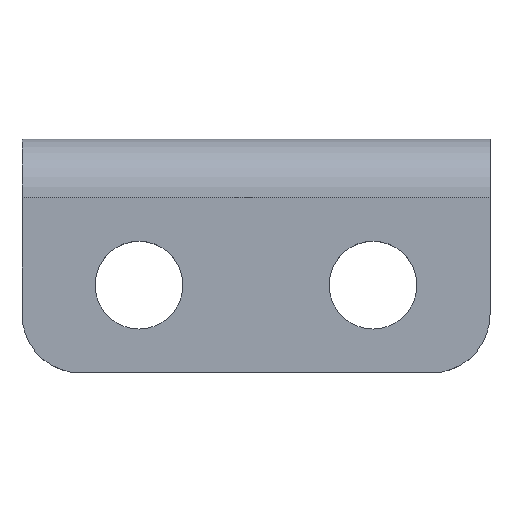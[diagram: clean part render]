
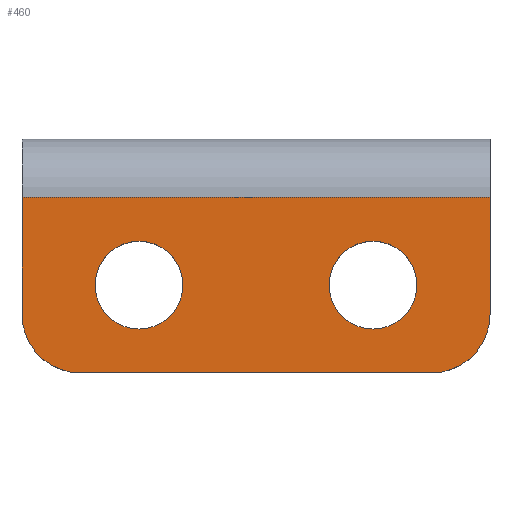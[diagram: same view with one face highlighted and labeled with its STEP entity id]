
A CAD part, top view. The second image highlights one B-rep face of the part: STEP entity #460.
In plain terms, the highlighted planar face has unit normal (0, 0, 1).
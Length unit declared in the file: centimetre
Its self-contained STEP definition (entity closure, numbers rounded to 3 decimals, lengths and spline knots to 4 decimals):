
#12 = ORIENTED_EDGE ( 'NONE', *, *, #590, .T. ) ;
#14 = EDGE_CURVE ( 'NONE', #149, #528, #318, .T. ) ;
#18 = DIRECTION ( 'NONE',  ( -1., 0., 0. ) ) ;
#31 = FACE_OUTER_BOUND ( 'NONE', #527, .T. ) ;
#48 = VECTOR ( 'NONE', #358, 100. ) ;
#54 = CIRCLE ( 'NONE', #97, 0.15 ) ;
#60 = ORIENTED_EDGE ( 'NONE', *, *, #534, .T. ) ;
#66 = AXIS2_PLACEMENT_3D ( 'NONE', #556, #465, #178 ) ;
#73 = ORIENTED_EDGE ( 'NONE', *, *, #606, .T. ) ;
#77 = ORIENTED_EDGE ( 'NONE', *, *, #110, .T. ) ;
#87 = EDGE_CURVE ( 'NONE', #288, #428, #135, .T. ) ;
#89 = ORIENTED_EDGE ( 'NONE', *, *, #14, .T. ) ;
#97 = AXIS2_PLACEMENT_3D ( 'NONE', #179, #328, #275 ) ;
#110 = EDGE_CURVE ( 'NONE', #242, #477, #309, .T. ) ;
#123 = DIRECTION ( 'NONE',  ( -1., 0., 0. ) ) ;
#135 = LINE ( 'NONE', #321, #529 ) ;
#139 = EDGE_CURVE ( 'NONE', #405, #157, #424, .T. ) ;
#143 = CARTESIAN_POINT ( 'NONE',  ( 0.2, -0.6, 0.2 ) ) ;
#149 = VERTEX_POINT ( 'NONE', #376 ) ;
#153 = EDGE_CURVE ( 'NONE', #528, #149, #54, .T. ) ;
#154 = CARTESIAN_POINT ( 'NONE',  ( 1.2, -0.3, 0.2 ) ) ;
#156 = CIRCLE ( 'NONE', #531, 0.15 ) ;
#157 = VERTEX_POINT ( 'NONE', #420 ) ;
#178 = DIRECTION ( 'NONE',  ( 1., 0., 0. ) ) ;
#179 = CARTESIAN_POINT ( 'NONE',  ( 0.4, -0.3, 0.2 ) ) ;
#186 = ORIENTED_EDGE ( 'NONE', *, *, #153, .T. ) ;
#192 = EDGE_CURVE ( 'NONE', #381, #398, #156, .T. ) ;
#201 = DIRECTION ( 'NONE',  ( -1., 0., 0. ) ) ;
#202 = AXIS2_PLACEMENT_3D ( 'NONE', #154, #583, #201 ) ;
#203 = CARTESIAN_POINT ( 'NONE',  ( 0.2, -0.6, 0.2 ) ) ;
#222 = CARTESIAN_POINT ( 'NONE',  ( 1.4, -0.4, 0.2 ) ) ;
#230 = DIRECTION ( 'NONE',  ( 0., 0., 1. ) ) ;
#240 = DIRECTION ( 'NONE',  ( 0., 0., -1. ) ) ;
#242 = VERTEX_POINT ( 'NONE', #516 ) ;
#246 = DIRECTION ( 'NONE',  ( -1., 0., 0. ) ) ;
#247 = LINE ( 'NONE', #305, #253 ) ;
#253 = VECTOR ( 'NONE', #267, 100. ) ;
#254 = CARTESIAN_POINT ( 'NONE',  ( 1.35, -0.3, 0.2 ) ) ;
#256 = CARTESIAN_POINT ( 'NONE',  ( 1.6, -0.4, 0.2 ) ) ;
#267 = DIRECTION ( 'NONE',  ( 0., -1., 0. ) ) ;
#273 = EDGE_LOOP ( 'NONE', ( #186, #89 ) ) ;
#275 = DIRECTION ( 'NONE',  ( -1., 0., 0. ) ) ;
#288 = VERTEX_POINT ( 'NONE', #337 ) ;
#305 = CARTESIAN_POINT ( 'NONE',  ( 0., 0., 0.2 ) ) ;
#309 = CIRCLE ( 'NONE', #66, 0.2 ) ;
#313 = CIRCLE ( 'NONE', #202, 0.15 ) ;
#315 = DIRECTION ( 'NONE',  ( 0., 0., -1. ) ) ;
#318 = CIRCLE ( 'NONE', #573, 0.15 ) ;
#321 = CARTESIAN_POINT ( 'NONE',  ( 1.6, 0., 0.2 ) ) ;
#328 = DIRECTION ( 'NONE',  ( 0., 0., -1. ) ) ;
#337 = CARTESIAN_POINT ( 'NONE',  ( 1.6, 0., 0.2 ) ) ;
#344 = AXIS2_PLACEMENT_3D ( 'NONE', #572, #392, #576 ) ;
#358 = DIRECTION ( 'NONE',  ( 1., 0., 0. ) ) ;
#364 = CARTESIAN_POINT ( 'NONE',  ( 0.4, -0.3, 0.2 ) ) ;
#365 = ORIENTED_EDGE ( 'NONE', *, *, #139, .T. ) ;
#375 = ORIENTED_EDGE ( 'NONE', *, *, #192, .T. ) ;
#376 = CARTESIAN_POINT ( 'NONE',  ( 0.55, -0.3, 0.2 ) ) ;
#377 = CARTESIAN_POINT ( 'NONE',  ( 1.2, -0.3, 0.2 ) ) ;
#381 = VERTEX_POINT ( 'NONE', #254 ) ;
#391 = PLANE ( 'NONE',  #344 ) ;
#392 = DIRECTION ( 'NONE',  ( 0., 0., 1. ) ) ;
#398 = VERTEX_POINT ( 'NONE', #571 ) ;
#405 = VERTEX_POINT ( 'NONE', #434 ) ;
#412 = ORIENTED_EDGE ( 'NONE', *, *, #87, .T. ) ;
#420 = CARTESIAN_POINT ( 'NONE',  ( 1.6, -0.4, 0.2 ) ) ;
#424 = CIRCLE ( 'NONE', #562, 0.2 ) ;
#428 = VERTEX_POINT ( 'NONE', #440 ) ;
#429 = FACE_BOUND ( 'NONE', #273, .T. ) ;
#434 = CARTESIAN_POINT ( 'NONE',  ( 1.4, -0.6, 0.2 ) ) ;
#440 = CARTESIAN_POINT ( 'NONE',  ( 0., 0., 0.2 ) ) ;
#447 = LINE ( 'NONE', #256, #475 ) ;
#453 = DIRECTION ( 'NONE',  ( -1., 0., 0. ) ) ;
#460 = ADVANCED_FACE ( 'NONE', ( #429, #535, #31 ), #391, .T. ) ;
#465 = DIRECTION ( 'NONE',  ( 0., 0., 1. ) ) ;
#475 = VECTOR ( 'NONE', #524, 100. ) ;
#477 = VERTEX_POINT ( 'NONE', #143 ) ;
#504 = ORIENTED_EDGE ( 'NONE', *, *, #510, .T. ) ;
#510 = EDGE_CURVE ( 'NONE', #157, #288, #447, .T. ) ;
#516 = CARTESIAN_POINT ( 'NONE',  ( 0., -0.4, 0.2 ) ) ;
#524 = DIRECTION ( 'NONE',  ( 0., 1., 0. ) ) ;
#527 = EDGE_LOOP ( 'NONE', ( #412, #12, #77, #60, #365, #504 ) ) ;
#528 = VERTEX_POINT ( 'NONE', #569 ) ;
#529 = VECTOR ( 'NONE', #18, 100. ) ;
#531 = AXIS2_PLACEMENT_3D ( 'NONE', #377, #240, #246 ) ;
#534 = EDGE_CURVE ( 'NONE', #477, #405, #602, .T. ) ;
#535 = FACE_BOUND ( 'NONE', #545, .T. ) ;
#545 = EDGE_LOOP ( 'NONE', ( #73, #375 ) ) ;
#556 = CARTESIAN_POINT ( 'NONE',  ( 0.2, -0.4, 0.2 ) ) ;
#562 = AXIS2_PLACEMENT_3D ( 'NONE', #222, #230, #123 ) ;
#569 = CARTESIAN_POINT ( 'NONE',  ( 0.25, -0.3, 0.2 ) ) ;
#571 = CARTESIAN_POINT ( 'NONE',  ( 1.05, -0.3, 0.2 ) ) ;
#572 = CARTESIAN_POINT ( 'NONE',  ( 0.2, -0.4, 0.2 ) ) ;
#573 = AXIS2_PLACEMENT_3D ( 'NONE', #364, #315, #453 ) ;
#576 = DIRECTION ( 'NONE',  ( 1., 0., 0. ) ) ;
#583 = DIRECTION ( 'NONE',  ( 0., 0., -1. ) ) ;
#590 = EDGE_CURVE ( 'NONE', #428, #242, #247, .T. ) ;
#602 = LINE ( 'NONE', #203, #48 ) ;
#606 = EDGE_CURVE ( 'NONE', #398, #381, #313, .T. ) ;
